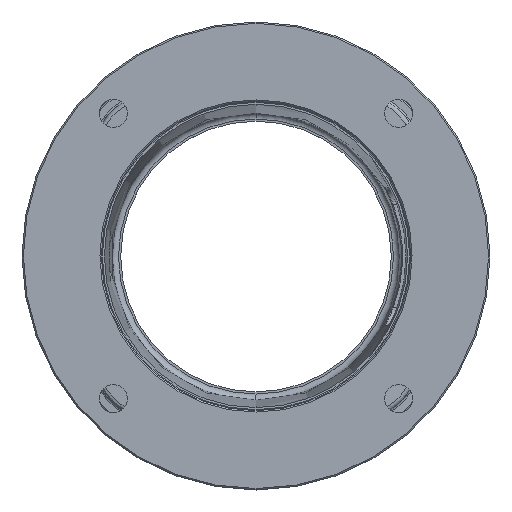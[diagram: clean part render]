
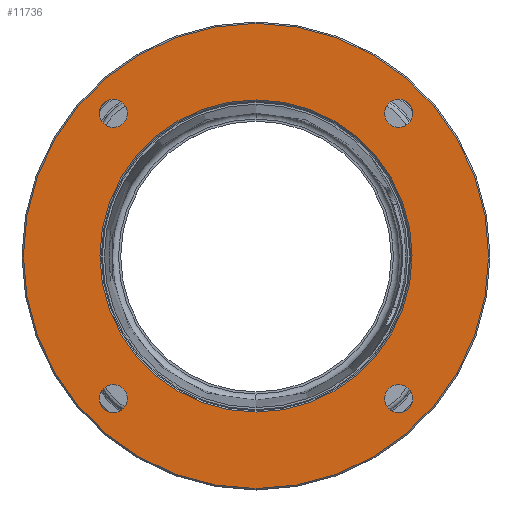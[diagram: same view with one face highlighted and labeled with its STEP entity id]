
A CAD part, top view. The second image highlights one B-rep face of the part: STEP entity #11736.
In plain terms, the highlighted planar face has unit normal (0, 0, 1).
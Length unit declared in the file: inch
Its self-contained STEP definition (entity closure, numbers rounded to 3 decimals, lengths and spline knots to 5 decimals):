
#12=CARTESIAN_POINT('',(0.,0.,-0.06));
#13=DIRECTION('',(0.,0.,1.));
#14=DIRECTION('',(0.,1.,0.));
#15=AXIS2_PLACEMENT_3D('',#12,#13,#14);
#21=CARTESIAN_POINT('',(0.,0.,-0.06));
#22=DIRECTION('',(0.,0.,-1.));
#23=DIRECTION('',(0.,1.,0.));
#24=AXIS2_PLACEMENT_3D('',#21,#22,#23);
#563=CARTESIAN_POINT('',(-2.07713,2.07713,-0.06));
#564=DIRECTION('',(0.,0.,-1.));
#565=DIRECTION('',(-0.707,0.707,0.));
#566=AXIS2_PLACEMENT_3D('',#563,#564,#565);
#568=CARTESIAN_POINT('',(-2.07713,2.07713,-0.06));
#569=DIRECTION('',(0.,0.,-1.));
#570=DIRECTION('',(0.707,-0.707,0.));
#571=AXIS2_PLACEMENT_3D('',#568,#569,#570);
#573=CARTESIAN_POINT('',(-2.07713,-2.07713,-0.06));
#574=DIRECTION('',(0.,0.,-1.));
#575=DIRECTION('',(-0.707,-0.707,0.));
#576=AXIS2_PLACEMENT_3D('',#573,#574,#575);
#578=CARTESIAN_POINT('',(-2.07713,-2.07713,-0.06));
#579=DIRECTION('',(0.,0.,-1.));
#580=DIRECTION('',(0.707,0.707,0.));
#581=AXIS2_PLACEMENT_3D('',#578,#579,#580);
#583=CARTESIAN_POINT('',(2.07713,-2.07713,-0.06));
#584=DIRECTION('',(0.,0.,-1.));
#585=DIRECTION('',(0.707,-0.707,0.));
#586=AXIS2_PLACEMENT_3D('',#583,#584,#585);
#588=CARTESIAN_POINT('',(2.07713,-2.07713,-0.06));
#589=DIRECTION('',(0.,0.,-1.));
#590=DIRECTION('',(-0.707,0.707,0.));
#591=AXIS2_PLACEMENT_3D('',#588,#589,#590);
#593=CARTESIAN_POINT('',(2.07713,2.07713,-0.06));
#594=DIRECTION('',(0.,0.,-1.));
#595=DIRECTION('',(0.707,0.707,0.));
#596=AXIS2_PLACEMENT_3D('',#593,#594,#595);
#598=CARTESIAN_POINT('',(2.07713,2.07713,-0.06));
#599=DIRECTION('',(0.,0.,-1.));
#600=DIRECTION('',(-0.707,-0.707,0.));
#601=AXIS2_PLACEMENT_3D('',#598,#599,#600);
#603=CARTESIAN_POINT('',(0.,0.,-0.06));
#604=DIRECTION('',(0.,0.,1.));
#605=DIRECTION('',(0.,1.,0.));
#606=AXIS2_PLACEMENT_3D('',#603,#604,#605);
#608=CARTESIAN_POINT('',(0.,0.,-0.06));
#609=DIRECTION('',(0.,0.,1.));
#610=DIRECTION('',(0.,-1.,0.));
#611=AXIS2_PLACEMENT_3D('',#608,#609,#610);
#10595=CARTESIAN_POINT('',(0.,3.385,-0.06));
#10596=CARTESIAN_POINT('',(0.,-3.385,-0.06));
#10597=VERTEX_POINT('',#10595);
#10598=VERTEX_POINT('',#10596);
#10623=CARTESIAN_POINT('',(-2.22208,2.22208,-0.06));
#10624=CARTESIAN_POINT('',(-1.93217,1.93217,-0.06));
#10625=VERTEX_POINT('',#10623);
#10626=VERTEX_POINT('',#10624);
#10643=CARTESIAN_POINT('',(-2.22208,-2.22208,-0.06));
#10644=CARTESIAN_POINT('',(-1.93217,-1.93217,-0.06));
#10645=VERTEX_POINT('',#10643);
#10646=VERTEX_POINT('',#10644);
#10651=CARTESIAN_POINT('',(2.22208,-2.22208,-0.06));
#10652=CARTESIAN_POINT('',(1.93217,-1.93217,-0.06));
#10653=VERTEX_POINT('',#10651);
#10654=VERTEX_POINT('',#10652);
#10659=CARTESIAN_POINT('',(2.22208,2.22208,-0.06));
#10660=CARTESIAN_POINT('',(1.93217,1.93217,-0.06));
#10661=VERTEX_POINT('',#10659);
#10662=VERTEX_POINT('',#10660);
#10683=CARTESIAN_POINT('',(0.,2.271,-0.06));
#10684=CARTESIAN_POINT('',(0.,-2.271,-0.06));
#10685=VERTEX_POINT('',#10683);
#10686=VERTEX_POINT('',#10684);
#11698=CARTESIAN_POINT('',(0.,0.,-0.06));
#11699=DIRECTION('',(0.,0.,1.));
#11700=DIRECTION('',(0.,1.,0.));
#11701=AXIS2_PLACEMENT_3D('',#11698,#11699,#11700);
#11702=PLANE('',#11701);
#11703=ORIENTED_EDGE('',*,*,#10862,.T.);
#11704=ORIENTED_EDGE('',*,*,#10847,.F.);
#11705=EDGE_LOOP('',(#11703,#11704));
#11706=FACE_OUTER_BOUND('',#11705,.F.);
#11708=ORIENTED_EDGE('',*,*,#11707,.F.);
#11710=ORIENTED_EDGE('',*,*,#11709,.F.);
#11711=EDGE_LOOP('',(#11708,#11710));
#11712=FACE_BOUND('',#11711,.F.);
#11714=ORIENTED_EDGE('',*,*,#11713,.F.);
#11716=ORIENTED_EDGE('',*,*,#11715,.F.);
#11717=EDGE_LOOP('',(#11714,#11716));
#11718=FACE_BOUND('',#11717,.F.);
#11720=ORIENTED_EDGE('',*,*,#11719,.F.);
#11722=ORIENTED_EDGE('',*,*,#11721,.F.);
#11723=EDGE_LOOP('',(#11720,#11722));
#11724=FACE_BOUND('',#11723,.F.);
#11726=ORIENTED_EDGE('',*,*,#11725,.F.);
#11728=ORIENTED_EDGE('',*,*,#11727,.F.);
#11729=EDGE_LOOP('',(#11726,#11728));
#11730=FACE_BOUND('',#11729,.F.);
#11732=ORIENTED_EDGE('',*,*,#11731,.T.);
#11733=ORIENTED_EDGE('',*,*,#11688,.T.);
#11734=EDGE_LOOP('',(#11732,#11733));
#11735=FACE_BOUND('',#11734,.F.);
#11736=ADVANCED_FACE('',(#11706,#11712,#11718,#11724,#11730,#11735),#11702,.T.);
#16=CIRCLE('',#15,3.385);
#25=CIRCLE('',#24,3.385);
#567=CIRCLE('',#566,0.205);
#572=CIRCLE('',#571,0.205);
#577=CIRCLE('',#576,0.205);
#582=CIRCLE('',#581,0.205);
#587=CIRCLE('',#586,0.205);
#592=CIRCLE('',#591,0.205);
#597=CIRCLE('',#596,0.205);
#602=CIRCLE('',#601,0.205);
#607=CIRCLE('',#606,2.271);
#612=CIRCLE('',#611,2.271);
#10847=EDGE_CURVE('',#10597,#10598,#16,.T.);
#10862=EDGE_CURVE('',#10597,#10598,#25,.T.);
#11688=EDGE_CURVE('',#10686,#10685,#612,.T.);
#11707=EDGE_CURVE('',#10625,#10626,#567,.T.);
#11709=EDGE_CURVE('',#10626,#10625,#572,.T.);
#11713=EDGE_CURVE('',#10645,#10646,#577,.T.);
#11715=EDGE_CURVE('',#10646,#10645,#582,.T.);
#11719=EDGE_CURVE('',#10653,#10654,#587,.T.);
#11721=EDGE_CURVE('',#10654,#10653,#592,.T.);
#11725=EDGE_CURVE('',#10661,#10662,#597,.T.);
#11727=EDGE_CURVE('',#10662,#10661,#602,.T.);
#11731=EDGE_CURVE('',#10685,#10686,#607,.T.);
